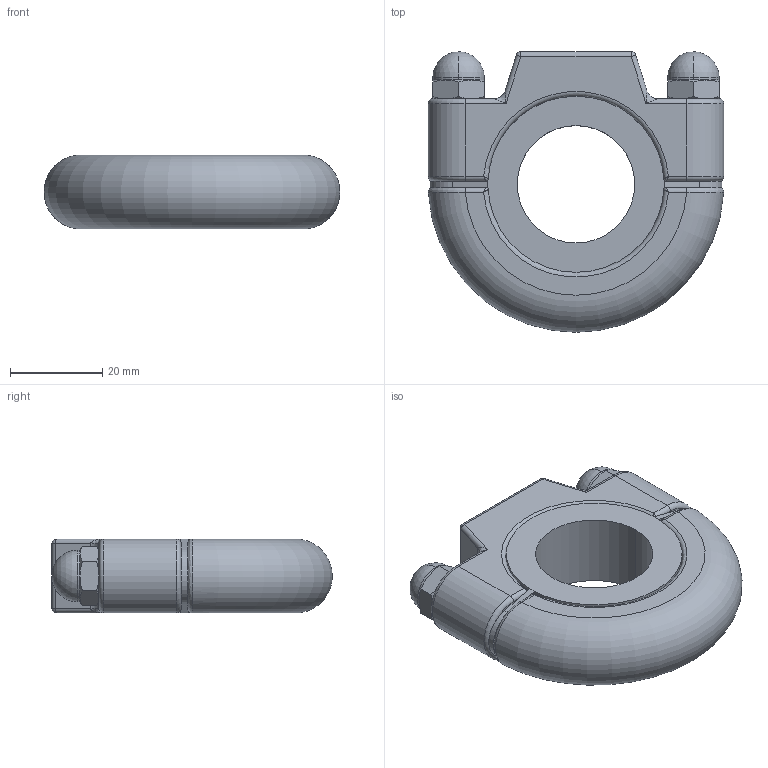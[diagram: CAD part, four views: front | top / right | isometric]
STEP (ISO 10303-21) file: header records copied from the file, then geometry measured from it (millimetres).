
FILE_DESCRIPTION((''),'2;1');
FILE_NAME('145704_ASM','2018-08-23T',('pdmadmin'),('BANNER ENGINEERING'),'CREO PARAMETRIC BY PTC INC, 2016260','CREO PARAMETRIC BY PTC INC, 2016260','');
FILE_SCHEMA(('CONFIG_CONTROL_DESIGN'));
Length unit declared in the file: inch
Products named in the file (7): 145703_TOP; 145703_GROMMET; 145703_BOTTOM; 145703_THREADED_ROD; 145703_ACORN_NUT; 145703_SCREW_SUB_ASSEMBLY_ASM; 145704_ASM
Assembly tree (7 placements, depth 3):
  145704_ASM
    145703_TOP
    145703_GROMMET
    145703_BOTTOM
    145703_SCREW_SUB_ASSEMBLY_ASM  x2
      145703_THREADED_ROD
      145703_ACORN_NUT
Bounding box: 64.01 x 60.69 x 16 mm (x, y, z)
Volume: 37467.5 mm3; surface area: 19905 mm2
Topology: 7 solids, 10 shells, 405 faces, 988 edges, 592 vertices
Faces by surface type: cylinder 213, plane 59, bspline 54, cone 44, sphere 20, torus 15
Entity records: 16898 total; most frequent: CARTESIAN_POINT 10467, ORIENTED_EDGE 1366, DIRECTION 1185, EDGE_CURVE 695, AXIS2_PLACEMENT_3D 465, VERTEX_POINT 419, EDGE_LOOP 308, FACE_OUTER_BOUND 291
